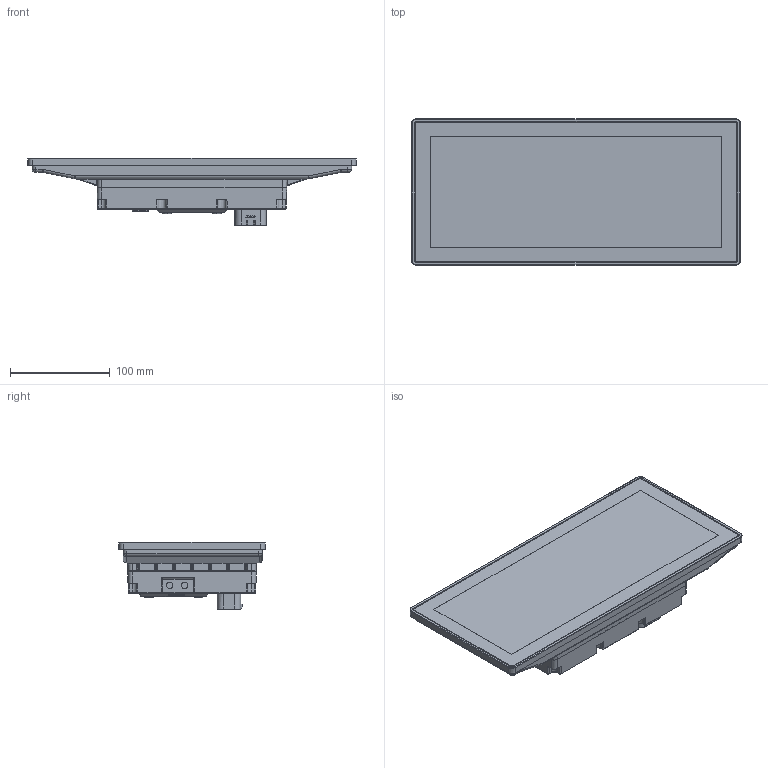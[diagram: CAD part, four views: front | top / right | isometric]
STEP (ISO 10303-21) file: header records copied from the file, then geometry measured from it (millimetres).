
FILE_DESCRIPTION (( 'STEP AP214' ), '1' );
FILE_NAME ('12.3 Bezel Assembly2.STEP', '2022-10-07T19:13:13', ( '' ), ( '' ), 'SwSTEP 2.0', 'SolidWorks 2019', '' );
FILE_SCHEMA (( 'AUTOMOTIVE_DESIGN' ));
Length unit declared in the file: millimetre
Products named in the file (6): Secondary Board Defeatured; M411736A_CCT_12.3_LCD; 12.3 Bezel Assembly2; Secondary_Display_BackShellRibbed_NEW HDMI Connector; SecondaryBackshellAssy; M411737A_CCT_12.3_Bezel_Printed
Assembly tree (5 placements, depth 3):
  12.3 Bezel Assembly2
    M411736A_CCT_12.3_LCD
    M411737A_CCT_12.3_Bezel_Printed
    SecondaryBackshellAssy
      Secondary_Display_BackShellRibbed_NEW HDMI Connector
      Secondary Board Defeatured
Bounding box: 330.01 x 147.47 x 67.43 mm (x, y, z)
Volume: 784568.8 mm3; surface area: 342115.8 mm2
Topology: 60 solids, 62 shells, 6002 faces, 14962 edges, 8971 vertices
Faces by surface type: plane 2266, cylinder 1857, bspline 1013, torus 378, cone 249, sphere 239
Entity records: 232014 total; most frequent: CARTESIAN_POINT 70522, ORIENTED_EDGE 29404, DIRECTION 27000, EDGE_CURVE 14702, AXIS2_PLACEMENT_3D 9700, VERTEX_POINT 8971, VECTOR 7600, LINE 7600
